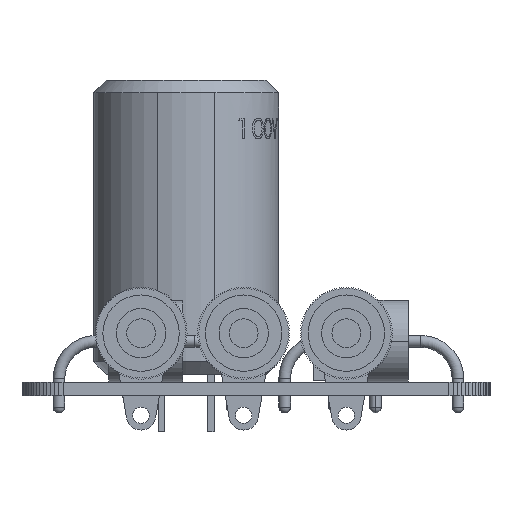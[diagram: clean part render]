
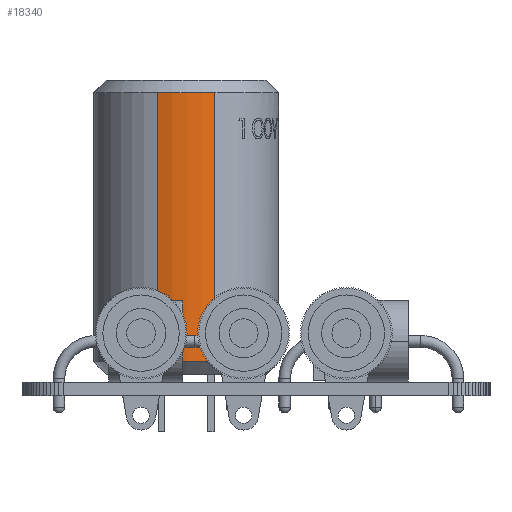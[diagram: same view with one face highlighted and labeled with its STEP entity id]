
A CAD part, left-side view. The second image highlights one B-rep face of the part: STEP entity #18340.
In plain terms, the highlighted cylindrical face has radius 11.25 mm (diameter 22.5 mm), a partial arc.
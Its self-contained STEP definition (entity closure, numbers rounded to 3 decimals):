
#15238 = VERTEX_POINT('',#15239);
#15239 = CARTESIAN_POINT('',(-10.692,34.3,-3.5));
#15253 = VERTEX_POINT('',#15254);
#15254 = CARTESIAN_POINT('',(-10.692,1.5,-3.5));
#15261 = EDGE_CURVE('',#15238,#15253,#15262,.T.);
#15262 = LINE('',#15263,#15264);
#15263 = CARTESIAN_POINT('',(-10.692,35.8,-3.5));
#15264 = VECTOR('',#15265,1.);
#15265 = DIRECTION('',(0.,-1.,0.));
#18199 = VERTEX_POINT('',#18200);
#18200 = CARTESIAN_POINT('',(-10.692,34.3,3.5));
#18207 = EDGE_CURVE('',#18208,#18199,#18210,.T.);
#18208 = VERTEX_POINT('',#18209);
#18209 = CARTESIAN_POINT('',(-10.692,1.5,3.5));
#18210 = LINE('',#18211,#18212);
#18211 = CARTESIAN_POINT('',(-10.692,35.8,3.5));
#18212 = VECTOR('',#18213,1.);
#18213 = DIRECTION('',(0.,1.,0.));
#18340 = ADVANCED_FACE('',(#18341),#18359,.T.);
#18341 = FACE_BOUND('',#18342,.T.);
#18342 = EDGE_LOOP('',(#18343,#18350,#18351,#18358));
#18343 = ORIENTED_EDGE('',*,*,#18344,.T.);
#18344 = EDGE_CURVE('',#15253,#18208,#18345,.T.);
#18345 = CIRCLE('',#18346,11.25);
#18346 = AXIS2_PLACEMENT_3D('',#18347,#18348,#18349);
#18347 = CARTESIAN_POINT('',(0.,1.5,0.));
#18348 = DIRECTION('',(0.,1.,0.));
#18349 = DIRECTION('',(0.,0.,1.));
#18350 = ORIENTED_EDGE('',*,*,#18207,.T.);
#18351 = ORIENTED_EDGE('',*,*,#18352,.T.);
#18352 = EDGE_CURVE('',#18199,#15238,#18353,.T.);
#18353 = CIRCLE('',#18354,11.25);
#18354 = AXIS2_PLACEMENT_3D('',#18355,#18356,#18357);
#18355 = CARTESIAN_POINT('',(0.,34.3,0.));
#18356 = DIRECTION('',(0.,-1.,0.));
#18357 = DIRECTION('',(0.,0.,1.));
#18358 = ORIENTED_EDGE('',*,*,#15261,.T.);
#18359 = CYLINDRICAL_SURFACE('',#18360,11.25);
#18360 = AXIS2_PLACEMENT_3D('',#18361,#18362,#18363);
#18361 = CARTESIAN_POINT('',(0.,35.8,0.));
#18362 = DIRECTION('',(0.,-1.,0.));
#18363 = DIRECTION('',(0.,0.,-1.));
